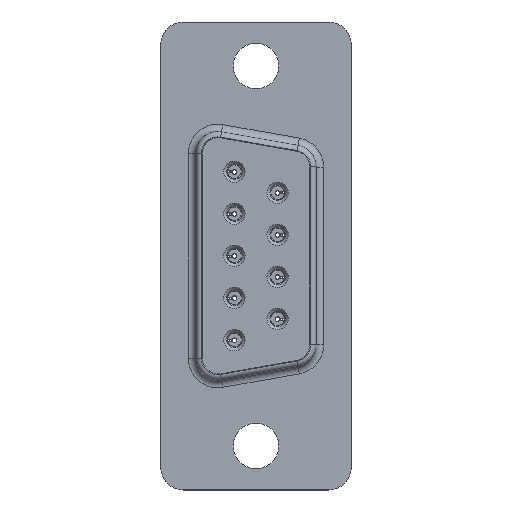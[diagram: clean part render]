
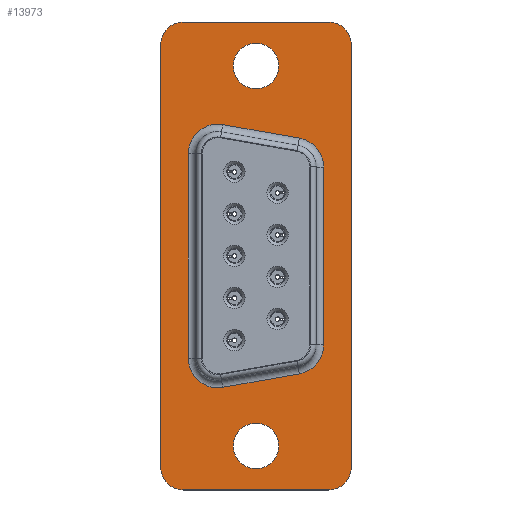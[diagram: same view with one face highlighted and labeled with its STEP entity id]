
A CAD part, top view. The second image highlights one B-rep face of the part: STEP entity #13973.
In plain terms, the highlighted face is planar.
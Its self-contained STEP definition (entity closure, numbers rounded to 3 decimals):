
#456=CIRCLE('',#15550,1.5);
#458=CIRCLE('',#15553,1.5);
#494=CIRCLE('',#15607,1.93);
#498=CIRCLE('',#15612,1.93);
#502=CIRCLE('',#15619,1.93);
#506=CIRCLE('',#15624,1.93);
#508=CIRCLE('',#15645,1.5);
#510=CIRCLE('',#15649,1.5);
#512=CIRCLE('',#15653,1.5);
#514=CIRCLE('',#15657,1.5);
#5120=ORIENTED_EDGE('',*,*,#7440,.T.);
#5121=ORIENTED_EDGE('',*,*,#7554,.F.);
#5122=ORIENTED_EDGE('',*,*,#7533,.F.);
#5123=ORIENTED_EDGE('',*,*,#7537,.F.);
#5124=ORIENTED_EDGE('',*,*,#7540,.F.);
#5125=ORIENTED_EDGE('',*,*,#7543,.F.);
#5126=ORIENTED_EDGE('',*,*,#7546,.F.);
#5127=ORIENTED_EDGE('',*,*,#7549,.F.);
#5128=ORIENTED_EDGE('',*,*,#7552,.F.);
#5129=ORIENTED_EDGE('',*,*,#7500,.T.);
#5130=ORIENTED_EDGE('',*,*,#7494,.T.);
#5131=ORIENTED_EDGE('',*,*,#7496,.T.);
#5132=ORIENTED_EDGE('',*,*,#7502,.T.);
#5133=ORIENTED_EDGE('',*,*,#7508,.T.);
#5134=ORIENTED_EDGE('',*,*,#7514,.T.);
#5135=ORIENTED_EDGE('',*,*,#7512,.T.);
#5136=ORIENTED_EDGE('',*,*,#7506,.T.);
#5137=ORIENTED_EDGE('',*,*,#7442,.T.);
#7440=EDGE_CURVE('',#8962,#8962,#456,.T.);
#7442=EDGE_CURVE('',#8964,#8964,#458,.T.);
#7494=EDGE_CURVE('',#8997,#9000,#9956,.T.);
#7496=EDGE_CURVE('',#9000,#9002,#494,.T.);
#7500=EDGE_CURVE('',#9003,#8997,#498,.T.);
#7502=EDGE_CURVE('',#9002,#9006,#9957,.T.);
#7506=EDGE_CURVE('',#9007,#9003,#9960,.T.);
#7508=EDGE_CURVE('',#9006,#9010,#502,.T.);
#7512=EDGE_CURVE('',#9011,#9007,#506,.T.);
#7514=EDGE_CURVE('',#9010,#9011,#9962,.T.);
#7533=EDGE_CURVE('',#9015,#9016,#9981,.T.);
#7537=EDGE_CURVE('',#9018,#9015,#508,.T.);
#7540=EDGE_CURVE('',#9020,#9018,#9986,.T.);
#7543=EDGE_CURVE('',#9022,#9020,#510,.T.);
#7546=EDGE_CURVE('',#9024,#9022,#9990,.T.);
#7549=EDGE_CURVE('',#9026,#9024,#512,.T.);
#7552=EDGE_CURVE('',#9028,#9026,#9994,.T.);
#7554=EDGE_CURVE('',#9016,#9028,#514,.T.);
#8962=VERTEX_POINT('',#32369);
#8964=VERTEX_POINT('',#32374);
#8997=VERTEX_POINT('',#32473);
#9000=VERTEX_POINT('',#32478);
#9002=VERTEX_POINT('',#32483);
#9003=VERTEX_POINT('',#32488);
#9006=VERTEX_POINT('',#32495);
#9007=VERTEX_POINT('',#32500);
#9010=VERTEX_POINT('',#32507);
#9011=VERTEX_POINT('',#32512);
#9015=VERTEX_POINT('',#32556);
#9016=VERTEX_POINT('',#32558);
#9018=VERTEX_POINT('',#32564);
#9020=VERTEX_POINT('',#32570);
#9022=VERTEX_POINT('',#32576);
#9024=VERTEX_POINT('',#32582);
#9026=VERTEX_POINT('',#32588);
#9028=VERTEX_POINT('',#32594);
#9956=LINE('',#32479,#10860);
#9957=LINE('',#32496,#10861);
#9960=LINE('',#32503,#10864);
#9962=LINE('',#32518,#10866);
#9981=LINE('',#32557,#10885);
#9986=LINE('',#32571,#10890);
#9990=LINE('',#32583,#10894);
#9994=LINE('',#32595,#10898);
#10860=VECTOR('',#19368,1000.);
#10861=VECTOR('',#19389,1000.);
#10864=VECTOR('',#19396,1000.);
#10866=VECTOR('',#19416,1000.);
#10885=VECTOR('',#19469,1000.);
#10890=VECTOR('',#19482,1000.);
#10894=VECTOR('',#19494,1000.);
#10898=VECTOR('',#19506,1000.);
#11732=EDGE_LOOP('',(#5120));
#11733=EDGE_LOOP('',(#5121,#5122,#5123,#5124,#5125,#5126,#5127,#5128));
#11734=EDGE_LOOP('',(#5129,#5130,#5131,#5132,#5133,#5134,#5135,#5136));
#11735=EDGE_LOOP('',(#5137));
#12643=FACE_BOUND('',#11732,.T.);
#12644=FACE_BOUND('',#11733,.T.);
#12645=FACE_BOUND('',#11734,.T.);
#12646=FACE_BOUND('',#11735,.T.);
#13251=PLANE('',#15659);
#13973=ADVANCED_FACE('',(#12643,#12644,#12645,#12646),#13251,.F.);
#15550=AXIS2_PLACEMENT_3D('',#32368,#19241,#19242);
#15553=AXIS2_PLACEMENT_3D('',#32373,#19247,#19248);
#15607=AXIS2_PLACEMENT_3D('',#32484,#19373,#19374);
#15612=AXIS2_PLACEMENT_3D('',#32491,#19383,#19384);
#15619=AXIS2_PLACEMENT_3D('',#32508,#19401,#19402);
#15624=AXIS2_PLACEMENT_3D('',#32515,#19411,#19412);
#15645=AXIS2_PLACEMENT_3D('',#32565,#19476,#19477);
#15649=AXIS2_PLACEMENT_3D('',#32577,#19488,#19489);
#15653=AXIS2_PLACEMENT_3D('',#32589,#19500,#19501);
#15657=AXIS2_PLACEMENT_3D('',#32598,#19511,#19512);
#15659=AXIS2_PLACEMENT_3D('',#32600,#19515,#19516);
#19241=DIRECTION('',(0.,-1.,0.));
#19242=DIRECTION('',(0.,0.,1.));
#19247=DIRECTION('',(0.,-1.,0.));
#19248=DIRECTION('',(0.,0.,1.));
#19368=DIRECTION('',(1.,0.,0.));
#19373=DIRECTION('',(0.,-1.,0.));
#19374=DIRECTION('',(0.,0.,1.));
#19383=DIRECTION('',(0.,-1.,0.));
#19384=DIRECTION('',(0.,0.,1.));
#19389=DIRECTION('',(0.174,0.,0.985));
#19396=DIRECTION('',(0.174,0.,-0.985));
#19401=DIRECTION('',(0.,-1.,0.));
#19402=DIRECTION('',(0.,0.,1.));
#19411=DIRECTION('',(0.,-1.,0.));
#19412=DIRECTION('',(0.,0.,1.));
#19416=DIRECTION('',(-1.,0.,0.));
#19469=DIRECTION('',(0.,0.,1.));
#19476=DIRECTION('',(0.,-1.,0.));
#19477=DIRECTION('',(-1.,0.,0.));
#19482=DIRECTION('',(1.,0.,0.));
#19488=DIRECTION('',(0.,-1.,0.));
#19489=DIRECTION('',(-1.,0.,0.));
#19494=DIRECTION('',(0.,0.,-1.));
#19500=DIRECTION('',(0.,-1.,0.));
#19501=DIRECTION('',(1.,0.,0.));
#19506=DIRECTION('',(-1.,0.,0.));
#19511=DIRECTION('',(0.,-1.,0.));
#19512=DIRECTION('',(-1.,0.,0.));
#19515=DIRECTION('',(0.,-1.,0.));
#19516=DIRECTION('',(0.,0.,1.));
#32368=CARTESIAN_POINT('',(12.5,0.35,0.));
#32369=CARTESIAN_POINT('',(12.5,0.35,1.5));
#32373=CARTESIAN_POINT('',(-12.5,0.35,0.));
#32374=CARTESIAN_POINT('',(-12.5,0.35,1.5));
#32473=CARTESIAN_POINT('',(-5.856,0.35,-4.45));
#32478=CARTESIAN_POINT('',(5.856,0.35,-4.45));
#32479=CARTESIAN_POINT('',(13.9,0.35,-4.45));
#32483=CARTESIAN_POINT('',(7.757,0.35,-2.855));
#32484=CARTESIAN_POINT('',(5.856,0.35,-2.52));
#32488=CARTESIAN_POINT('',(-7.757,0.35,-2.855));
#32491=CARTESIAN_POINT('',(-5.856,0.35,-2.52));
#32495=CARTESIAN_POINT('',(8.646,0.35,2.185));
#32496=CARTESIAN_POINT('',(9.247,0.35,5.595));
#32500=CARTESIAN_POINT('',(-8.646,0.35,2.185));
#32503=CARTESIAN_POINT('',(-8.409,0.35,0.841));
#32507=CARTESIAN_POINT('',(6.745,0.35,4.45));
#32508=CARTESIAN_POINT('',(6.745,0.35,2.52));
#32512=CARTESIAN_POINT('',(-6.745,0.35,4.45));
#32515=CARTESIAN_POINT('',(-6.745,0.35,2.52));
#32518=CARTESIAN_POINT('',(13.9,0.35,4.45));
#32556=CARTESIAN_POINT('',(15.4,0.35,-4.775));
#32557=CARTESIAN_POINT('',(15.4,0.35,-4.775));
#32558=CARTESIAN_POINT('',(15.4,0.35,4.775));
#32564=CARTESIAN_POINT('',(13.9,0.35,-6.275));
#32565=CARTESIAN_POINT('',(13.9,0.35,-4.775));
#32570=CARTESIAN_POINT('',(-13.9,0.35,-6.275));
#32571=CARTESIAN_POINT('',(-13.9,0.35,-6.275));
#32576=CARTESIAN_POINT('',(-15.4,0.35,-4.775));
#32577=CARTESIAN_POINT('',(-13.9,0.35,-4.775));
#32582=CARTESIAN_POINT('',(-15.4,0.35,4.775));
#32583=CARTESIAN_POINT('',(-15.4,0.35,4.775));
#32588=CARTESIAN_POINT('',(-13.9,0.35,6.275));
#32589=CARTESIAN_POINT('',(-13.9,0.35,4.775));
#32594=CARTESIAN_POINT('',(13.9,0.35,6.275));
#32595=CARTESIAN_POINT('',(13.9,0.35,6.275));
#32598=CARTESIAN_POINT('',(13.9,0.35,4.775));
#32600=CARTESIAN_POINT('',(13.9,0.35,4.775));
